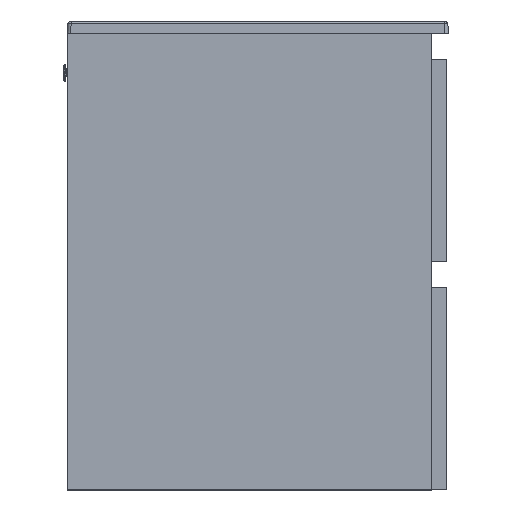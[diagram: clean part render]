
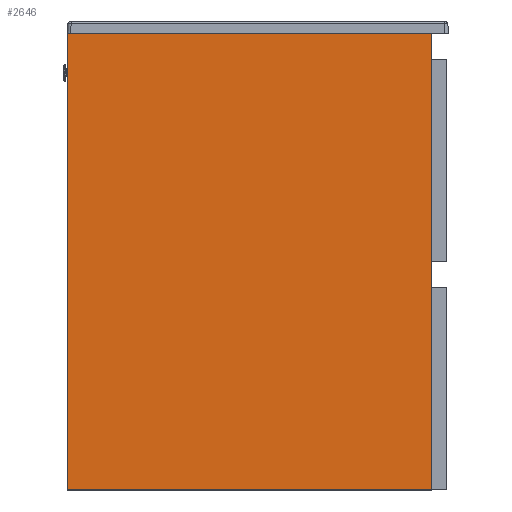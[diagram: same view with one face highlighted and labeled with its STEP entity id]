
A CAD part, left-side view. The second image highlights one B-rep face of the part: STEP entity #2646.
In plain terms, the highlighted planar face has unit normal (-1, 0, 0).
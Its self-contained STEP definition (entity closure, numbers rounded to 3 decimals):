
#2646=ADVANCED_FACE('',(#4948),#37543,.T.);
#4948=FACE_OUTER_BOUND('',#7423,.T.);
#7423=EDGE_LOOP('',(#19142,#19143,#19144,#19145));
#19142=ORIENTED_EDGE('',*,*,#25551,.T.);
#19143=ORIENTED_EDGE('',*,*,#25544,.T.);
#19144=ORIENTED_EDGE('',*,*,#25552,.F.);
#19145=ORIENTED_EDGE('',*,*,#25549,.F.);
#25544=EDGE_CURVE('',#35670,#35673,#30584,.T.);
#25549=EDGE_CURVE('',#35676,#35677,#30589,.T.);
#25551=EDGE_CURVE('',#35676,#35670,#30591,.T.);
#25552=EDGE_CURVE('',#35677,#35673,#30592,.T.);
#30584=B_SPLINE_CURVE_WITH_KNOTS('',1,(#106664,#106665),.UNSPECIFIED.,.F.,
 .F.,(2,2),(0.,2950.),.UNSPECIFIED.);
#30589=B_SPLINE_CURVE_WITH_KNOTS('',1,(#106674,#106675),.UNSPECIFIED.,.F.,
 .F.,(2,2),(0.,2950.),.UNSPECIFIED.);
#30591=B_SPLINE_CURVE_WITH_KNOTS('',1,(#106678,#106679),.UNSPECIFIED.,.F.,
 .F.,(2,2),(1740.,2320.),.UNSPECIFIED.);
#30592=B_SPLINE_CURVE_WITH_KNOTS('',1,(#106680,#106681),.UNSPECIFIED.,.F.,
 .F.,(2,2),(1740.,2320.),.UNSPECIFIED.);
#35670=VERTEX_POINT('',#106650);
#35673=VERTEX_POINT('',#106653);
#35676=VERTEX_POINT('',#106656);
#35677=VERTEX_POINT('',#106657);
#37543=PLANE('',#39894);
#39894=AXIS2_PLACEMENT_3D('',#106647,#41852,$);
#41852=DIRECTION('',(-1.,0.,0.));
#106647=CARTESIAN_POINT('',(-349.5,225.244,242.));
#106650=CARTESIAN_POINT('',(-349.5,-205.756,242.));
#106653=CARTESIAN_POINT('',(-349.5,-205.756,782.));
#106656=CARTESIAN_POINT('',(-349.5,225.244,242.));
#106657=CARTESIAN_POINT('',(-349.5,225.244,782.));
#106664=CARTESIAN_POINT('',(-349.5,-205.756,242.));
#106665=CARTESIAN_POINT('',(-349.5,-205.756,782.));
#106674=CARTESIAN_POINT('',(-349.5,225.244,242.));
#106675=CARTESIAN_POINT('',(-349.5,225.244,782.));
#106678=CARTESIAN_POINT('',(-349.5,225.244,242.));
#106679=CARTESIAN_POINT('',(-349.5,-205.756,242.));
#106680=CARTESIAN_POINT('',(-349.5,225.244,782.));
#106681=CARTESIAN_POINT('',(-349.5,-205.756,782.));
